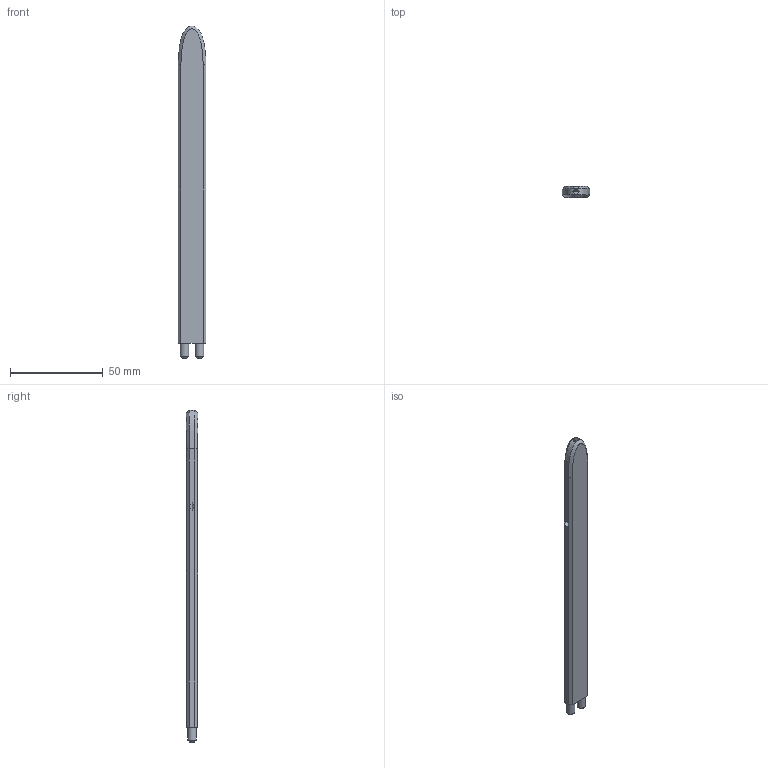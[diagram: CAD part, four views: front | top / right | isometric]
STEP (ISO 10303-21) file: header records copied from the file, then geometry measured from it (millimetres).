
FILE_DESCRIPTION(/* description */ (''),/* implementation_level */ '2;1');
FILE_NAME(/* name */ 'Free Pitot tube.step',/* time_stamp */ '2025-04-26T10:33:28+02:00',/* author */ (''),/* organization */ (''),/* preprocessor_version */ 'ST-DEVELOPER v20.1',/* originating_system */ 'Autodesk Translation Framework v14.4.0.0',/* authorisation */ '');
FILE_SCHEMA (('AUTOMOTIVE_DESIGN { 1 0 10303 214 3 1 1 }'));
Length unit declared in the file: millimetre
Products named in the file (1): Prosta
Bounding box: 15 x 6 x 178.94 mm (x, y, z)
Volume: 11478.9 mm3; surface area: 10437.3 mm2
Topology: 1 solids, 1 shells, 58 faces, 144 edges, 88 vertices
Faces by surface type: plane 44, bspline 6, cone 4, cylinder 4
Full cylindrical faces by diameter (mm): 1.5 x2, 4.5 x2
Entity records: 2009 total; most frequent: CARTESIAN_POINT 661, ORIENTED_EDGE 288, DIRECTION 246, EDGE_CURVE 144, LINE 100, VECTOR 100, VERTEX_POINT 88, AXIS2_PLACEMENT_3D 73
